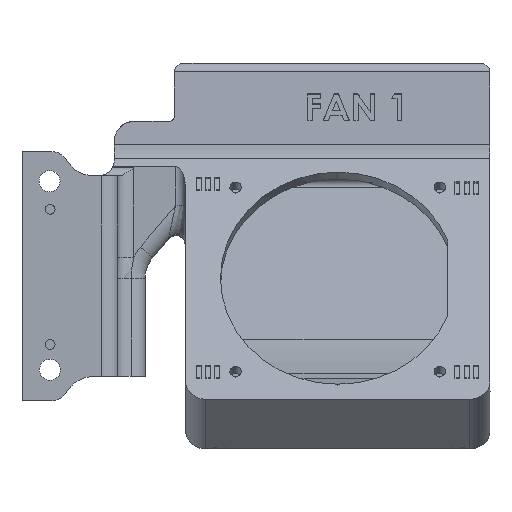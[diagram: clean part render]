
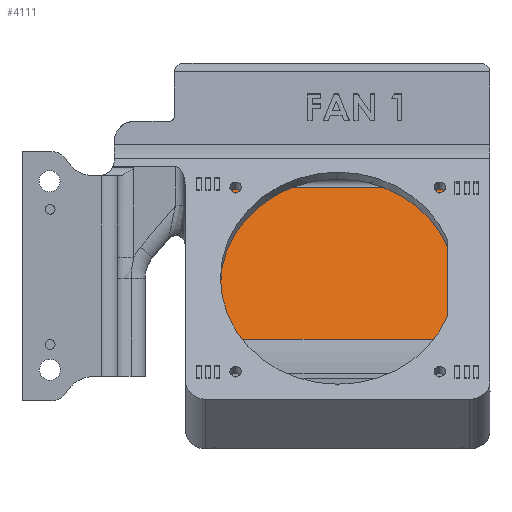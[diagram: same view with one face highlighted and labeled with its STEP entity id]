
A CAD part, left-side view. The second image highlights one B-rep face of the part: STEP entity #4111.
In plain terms, the highlighted planar face has unit normal (-0.972, 0, 0.234).
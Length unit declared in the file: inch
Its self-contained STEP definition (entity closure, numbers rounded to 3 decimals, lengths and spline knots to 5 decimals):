
#338 = VECTOR ( 'NONE', #32176, 39.37008 ) ;
#777 = ORIENTED_EDGE ( 'NONE', *, *, #24031, .T. ) ;
#1176 = CARTESIAN_POINT ( 'NONE',  ( 4.58169, -0.289, 4.43324 ) ) ;
#1201 = CARTESIAN_POINT ( 'NONE',  ( 4.58169, -1.9277, 4.43324 ) ) ;
#1589 = VERTEX_POINT ( 'NONE', #4863 ) ;
#2918 = ORIENTED_EDGE ( 'NONE', *, *, #24456, .T. ) ;
#3000 = ORIENTED_EDGE ( 'NONE', *, *, #15143, .T. ) ;
#4111 = ADVANCED_FACE ( 'NONE', ( #9270 ), #11845, .F. ) ;
#4441 = VERTEX_POINT ( 'NONE', #5530 ) ;
#4768 = LINE ( 'NONE', #1201, #338 ) ;
#4863 = CARTESIAN_POINT ( 'NONE',  ( 4.56267, -1.9277, 4.35422 ) ) ;
#5530 = CARTESIAN_POINT ( 'NONE',  ( 4.3368, -0.334, 3.41594 ) ) ;
#6851 = DIRECTION ( 'NONE',  ( 0., 1., 0. ) ) ;
#8366 = AXIS2_PLACEMENT_3D ( 'NONE', #1176, #32154, #28624 ) ;
#9270 = FACE_OUTER_BOUND ( 'NONE', #25793, .T. ) ;
#9407 =( BOUNDED_CURVE ( )  B_SPLINE_CURVE ( 3, ( #33456, #29908, #26382, #22886 ),
 .UNSPECIFIED., .F., .F. ) 
 B_SPLINE_CURVE_WITH_KNOTS ( ( 4, 4 ),
 ( 0., 1.5708 ),
 .UNSPECIFIED. ) 
 CURVE ( )  GEOMETRIC_REPRESENTATION_ITEM ( )  RATIONAL_B_SPLINE_CURVE ( ( 1., 0.805, 0.805, 1. ) ) 
 REPRESENTATION_ITEM ( '' )  );
#10349 = DIRECTION ( 'NONE',  ( 0., -1., 0. ) ) ;
#10398 = CARTESIAN_POINT ( 'NONE',  ( 4.56267, -0.289, 4.35422 ) ) ;
#11845 = PLANE ( 'NONE',  #8366 ) ;
#13897 = CARTESIAN_POINT ( 'NONE',  ( 4.3368, -0.289, 3.41594 ) ) ;
#13944 = LINE ( 'NONE', #10398, #28375 ) ;
#15143 = EDGE_CURVE ( 'NONE', #26265, #4441, #22589, .T. ) ;
#15565 = DIRECTION ( 'NONE',  ( -0.234, 0., -0.972 ) ) ;
#17452 = LINE ( 'NONE', #13897, #26423 ) ;
#19066 = CARTESIAN_POINT ( 'NONE',  ( 4.34388, -0.334, 3.44532 ) ) ;
#19599 = VERTEX_POINT ( 'NONE', #29739 ) ;
#19991 = EDGE_CURVE ( 'NONE', #19599, #26265, #9407, .T. ) ;
#20561 = ORIENTED_EDGE ( 'NONE', *, *, #29754, .T. ) ;
#20568 = VECTOR ( 'NONE', #15565, 39.37008 ) ;
#21055 = CARTESIAN_POINT ( 'NONE',  ( 4.3368, -1.9277, 3.41594 ) ) ;
#22589 = LINE ( 'NONE', #19066, #20568 ) ;
#22886 = CARTESIAN_POINT ( 'NONE',  ( 4.5457, -0.334, 4.28373 ) ) ;
#23494 = VERTEX_POINT ( 'NONE', #21055 ) ;
#24031 = EDGE_CURVE ( 'NONE', #23494, #1589, #4768, .T. ) ;
#24456 = EDGE_CURVE ( 'NONE', #4441, #23494, #17452, .T. ) ;
#24594 = CARTESIAN_POINT ( 'NONE',  ( 4.5457, -0.334, 4.28373 ) ) ;
#25793 = EDGE_LOOP ( 'NONE', ( #30901, #3000, #2918, #777, #20561 ) ) ;
#26265 = VERTEX_POINT ( 'NONE', #24594 ) ;
#26382 = CARTESIAN_POINT ( 'NONE',  ( 4.55564, -0.334, 4.32502 ) ) ;
#26423 = VECTOR ( 'NONE', #10349, 39.37008 ) ;
#28375 = VECTOR ( 'NONE', #6851, 39.37008 ) ;
#28624 = DIRECTION ( 'NONE',  ( -0.234, 0., -0.972 ) ) ;
#29739 = CARTESIAN_POINT ( 'NONE',  ( 4.56267, -0.349, 4.35422 ) ) ;
#29754 = EDGE_CURVE ( 'NONE', #1589, #19599, #13944, .T. ) ;
#29908 = CARTESIAN_POINT ( 'NONE',  ( 4.56267, -0.34021, 4.35422 ) ) ;
#30901 = ORIENTED_EDGE ( 'NONE', *, *, #19991, .T. ) ;
#32154 = DIRECTION ( 'NONE',  ( 0.972, 0., -0.234 ) ) ;
#32176 = DIRECTION ( 'NONE',  ( 0.234, 0., 0.972 ) ) ;
#33456 = CARTESIAN_POINT ( 'NONE',  ( 4.56267, -0.349, 4.35422 ) ) ;
